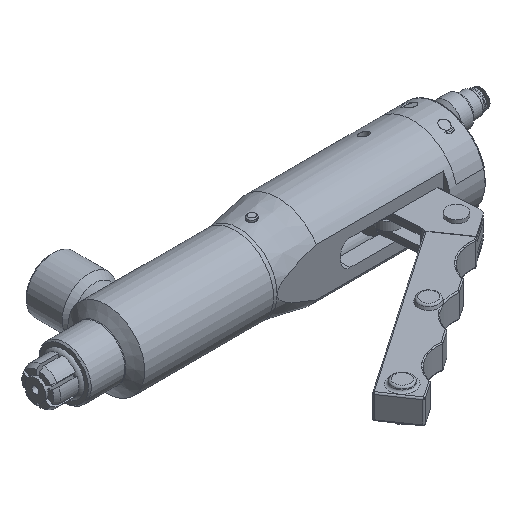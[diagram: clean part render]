
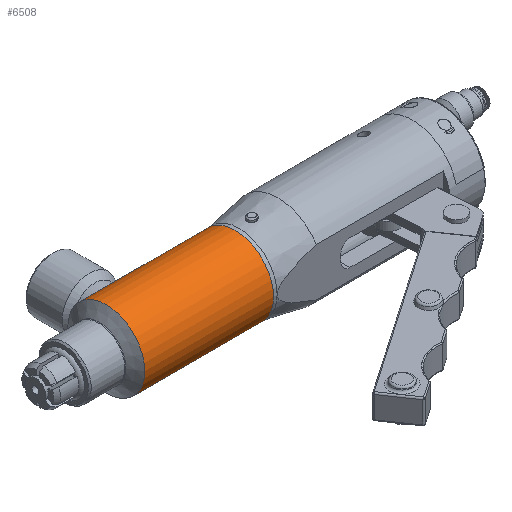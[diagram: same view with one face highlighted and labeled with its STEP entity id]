
A CAD part, isometric view. The second image highlights one B-rep face of the part: STEP entity #6508.
In plain terms, the highlighted cylindrical face has radius 13.462 mm (diameter 26.924 mm), a full revolution.
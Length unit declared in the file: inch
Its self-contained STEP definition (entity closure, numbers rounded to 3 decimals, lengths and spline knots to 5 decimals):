
#157=CYLINDRICAL_SURFACE('',#7079,0.53);
#238=B_SPLINE_CURVE_WITH_KNOTS('',3,(#10778,#10779,#10780,#10781,#10782,
#10783,#10784,#10785,#10786,#10787,#10788,#10789,#10790,#10791,#10792,#10793,
#10794,#10795,#10796,#10797),.UNSPECIFIED.,.F.,.F.,(4,2,2,2,2,2,2,2,2,4),
(0.,0.29456,0.58913,0.88228,1.17543,
1.46859,1.76174,2.0563,2.35087,2.45605),
 .UNSPECIFIED.);
#239=B_SPLINE_CURVE_WITH_KNOTS('',3,(#10798,#10799,#10800,#10801,#10802,
#10803,#10804,#10805,#10806,#10807,#10808,#10809,#10810,#10811,#10812,#10813,
#10814,#10815),.UNSPECIFIED.,.F.,.F.,(4,2,2,2,2,2,2,2,4),(2.45605,
2.64543,2.93999,3.23315,3.5263,3.81945,
4.11261,4.40717,4.70174),.UNSPECIFIED.);
#344=FACE_BOUND('',#1835,.T.);
#583=LINE('',#10775,#1031);
#1031=VECTOR('',#8416,0.53);
#1458=FACE_OUTER_BOUND('',#1834,.T.);
#1834=EDGE_LOOP('',(#4785,#4786,#4787,#4788,#4789,#4790));
#1835=EDGE_LOOP('',(#4791,#4792));
#2219=CIRCLE('',#7062,0.53);
#2220=CIRCLE('',#7063,0.53);
#2232=CIRCLE('',#7080,0.53);
#2233=CIRCLE('',#7081,0.53);
#2661=VERTEX_POINT('',#10738);
#2662=VERTEX_POINT('',#10739);
#2673=VERTEX_POINT('',#10771);
#2674=VERTEX_POINT('',#10772);
#2675=VERTEX_POINT('',#10776);
#2676=VERTEX_POINT('',#10777);
#3425=EDGE_CURVE('',#2661,#2662,#2219,.T.);
#3426=EDGE_CURVE('',#2662,#2661,#2220,.T.);
#3441=EDGE_CURVE('',#2673,#2674,#2232,.T.);
#3442=EDGE_CURVE('',#2674,#2673,#2233,.T.);
#3443=EDGE_CURVE('',#2674,#2662,#583,.T.);
#3444=EDGE_CURVE('',#2675,#2676,#238,.T.);
#3445=EDGE_CURVE('',#2676,#2675,#239,.T.);
#4785=ORIENTED_EDGE('',*,*,#3441,.F.);
#4786=ORIENTED_EDGE('',*,*,#3442,.F.);
#4787=ORIENTED_EDGE('',*,*,#3443,.T.);
#4788=ORIENTED_EDGE('',*,*,#3426,.T.);
#4789=ORIENTED_EDGE('',*,*,#3425,.T.);
#4790=ORIENTED_EDGE('',*,*,#3443,.F.);
#4791=ORIENTED_EDGE('',*,*,#3444,.T.);
#4792=ORIENTED_EDGE('',*,*,#3445,.T.);
#6508=ADVANCED_FACE('',(#1458,#344),#157,.T.);
#7062=AXIS2_PLACEMENT_3D('',#10740,#8373,#8374);
#7063=AXIS2_PLACEMENT_3D('',#10741,#8375,#8376);
#7079=AXIS2_PLACEMENT_3D('',#10770,#8410,#8411);
#7080=AXIS2_PLACEMENT_3D('',#10773,#8412,#8413);
#7081=AXIS2_PLACEMENT_3D('',#10774,#8414,#8415);
#8373=DIRECTION('center_axis',(1.,0.,0.));
#8374=DIRECTION('ref_axis',(0.,1.,0.));
#8375=DIRECTION('center_axis',(1.,0.,0.));
#8376=DIRECTION('ref_axis',(0.,1.,0.));
#8410=DIRECTION('center_axis',(1.,0.,0.));
#8411=DIRECTION('ref_axis',(0.,1.,0.));
#8412=DIRECTION('center_axis',(1.,0.,0.));
#8413=DIRECTION('ref_axis',(0.,1.,0.));
#8414=DIRECTION('center_axis',(1.,0.,0.));
#8415=DIRECTION('ref_axis',(0.,1.,0.));
#8416=DIRECTION('',(-1.,0.,0.));
#10738=CARTESIAN_POINT('',(-2.16214,0.53,0.));
#10739=CARTESIAN_POINT('',(-2.16214,-0.53,0.));
#10740=CARTESIAN_POINT('Origin',(-2.16214,0.,
0.));
#10741=CARTESIAN_POINT('Origin',(-2.16214,0.,
0.));
#10770=CARTESIAN_POINT('Origin',(-1.27357,0.,
0.));
#10771=CARTESIAN_POINT('',(-0.385,0.53,0.));
#10772=CARTESIAN_POINT('',(-0.385,-0.53,0.));
#10773=CARTESIAN_POINT('Origin',(-0.385,0.,0.));
#10774=CARTESIAN_POINT('Origin',(-0.385,0.,0.));
#10775=CARTESIAN_POINT('',(-1.27357,-0.53,0.));
#10776=CARTESIAN_POINT('',(-1.75,0.43761,-0.299));
#10777=CARTESIAN_POINT('',(-1.79184,0.4396,0.29606));
#10778=CARTESIAN_POINT('Ctrl Pts',(-1.75,0.43761,-0.299));
#10779=CARTESIAN_POINT('Ctrl Pts',(-1.71134,0.43761,
-0.299));
#10780=CARTESIAN_POINT('Ctrl Pts',(-1.67097,0.44327,
-0.29109));
#10781=CARTESIAN_POINT('Ctrl Pts',(-1.59771,0.46199,
-0.26036));
#10782=CARTESIAN_POINT('Ctrl Pts',(-1.5647,0.47464,-0.23755));
#10783=CARTESIAN_POINT('Ctrl Pts',(-1.51257,0.49731,
-0.18542));
#10784=CARTESIAN_POINT('Ctrl Pts',(-1.48968,0.50902,
-0.15238));
#10785=CARTESIAN_POINT('Ctrl Pts',(-1.45887,0.52544,
-0.07893));
#10786=CARTESIAN_POINT('Ctrl Pts',(-1.451,0.53,-0.03847));
#10787=CARTESIAN_POINT('Ctrl Pts',(-1.451,0.53,0.03847));
#10788=CARTESIAN_POINT('Ctrl Pts',(-1.45887,0.52544,
0.07893));
#10789=CARTESIAN_POINT('Ctrl Pts',(-1.48968,0.50902,
0.15238));
#10790=CARTESIAN_POINT('Ctrl Pts',(-1.51257,0.49731,
0.18542));
#10791=CARTESIAN_POINT('Ctrl Pts',(-1.5647,0.47464,0.23755));
#10792=CARTESIAN_POINT('Ctrl Pts',(-1.59771,0.46199,
0.26036));
#10793=CARTESIAN_POINT('Ctrl Pts',(-1.67097,0.44327,
0.29109));
#10794=CARTESIAN_POINT('Ctrl Pts',(-1.71134,0.43761,
0.299));
#10795=CARTESIAN_POINT('Ctrl Pts',(-1.7638,0.43761,
0.299));
#10796=CARTESIAN_POINT('Ctrl Pts',(-1.77784,0.43827,0.29804));
#10797=CARTESIAN_POINT('Ctrl Pts',(-1.79184,0.4396,
0.29606));
#10798=CARTESIAN_POINT('Ctrl Pts',(-1.79184,0.4396,
0.29606));
#10799=CARTESIAN_POINT('Ctrl Pts',(-1.81704,0.442,0.2925));
#10800=CARTESIAN_POINT('Ctrl Pts',(-1.84211,0.44661,
0.2856));
#10801=CARTESIAN_POINT('Ctrl Pts',(-1.90229,0.46199,
0.26036));
#10802=CARTESIAN_POINT('Ctrl Pts',(-1.9353,0.47464,0.23755));
#10803=CARTESIAN_POINT('Ctrl Pts',(-1.98743,0.49731,
0.18542));
#10804=CARTESIAN_POINT('Ctrl Pts',(-2.01032,0.50902,
0.15238));
#10805=CARTESIAN_POINT('Ctrl Pts',(-2.04113,0.52544,
0.07893));
#10806=CARTESIAN_POINT('Ctrl Pts',(-2.049,0.53,0.03847));
#10807=CARTESIAN_POINT('Ctrl Pts',(-2.049,0.53,-0.03847));
#10808=CARTESIAN_POINT('Ctrl Pts',(-2.04113,0.52544,
-0.07893));
#10809=CARTESIAN_POINT('Ctrl Pts',(-2.01032,0.50902,
-0.15238));
#10810=CARTESIAN_POINT('Ctrl Pts',(-1.98743,0.49731,
-0.18542));
#10811=CARTESIAN_POINT('Ctrl Pts',(-1.9353,0.47464,-0.23755));
#10812=CARTESIAN_POINT('Ctrl Pts',(-1.90229,0.46199,
-0.26036));
#10813=CARTESIAN_POINT('Ctrl Pts',(-1.82903,0.44327,
-0.29109));
#10814=CARTESIAN_POINT('Ctrl Pts',(-1.78866,0.43761,
-0.299));
#10815=CARTESIAN_POINT('Ctrl Pts',(-1.75,0.43761,-0.299));
